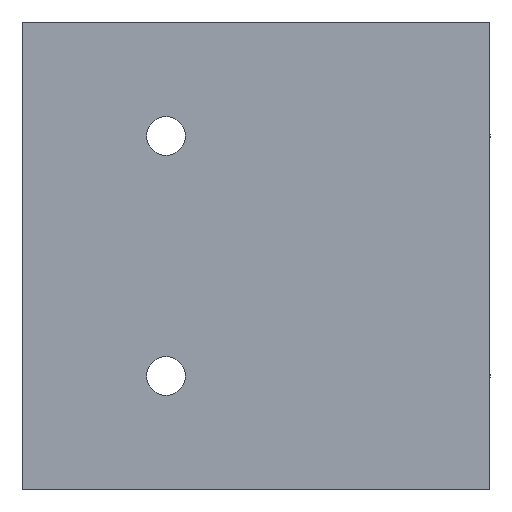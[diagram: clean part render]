
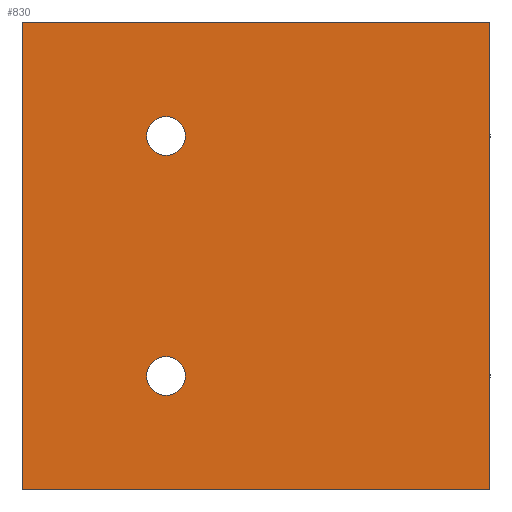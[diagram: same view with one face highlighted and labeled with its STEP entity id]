
A CAD part, front view. The second image highlights one B-rep face of the part: STEP entity #830.
In plain terms, the highlighted planar face has unit normal (0, -1, 0).
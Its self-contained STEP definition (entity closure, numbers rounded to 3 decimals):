
#18 = VERTEX_POINT ( 'NONE', #1362 ) ;
#24 = CARTESIAN_POINT ( 'NONE',  ( -78., 0., 39. ) ) ;
#40 = VERTEX_POINT ( 'NONE', #24 ) ;
#43 = ORIENTED_EDGE ( 'NONE', *, *, #1843, .T. ) ;
#51 = EDGE_CURVE ( 'NONE', #482, #910, #333, .T. ) ;
#68 = DIRECTION ( 'NONE',  ( 0., 1., 0. ) ) ;
#80 = DIRECTION ( 'NONE',  ( -1., 0., 0. ) ) ;
#97 = DIRECTION ( 'NONE',  ( -1., 0., 0. ) ) ;
#170 = VERTEX_POINT ( 'NONE', #1539 ) ;
#176 = VERTEX_POINT ( 'NONE', #592 ) ;
#198 = CIRCLE ( 'NONE', #948, 3.25 ) ;
#209 = EDGE_CURVE ( 'NONE', #374, #170, #198, .T. ) ;
#215 = PLANE ( 'NONE',  #1233 ) ;
#262 = DIRECTION ( 'NONE',  ( 1., 0., 0. ) ) ;
#271 = DIRECTION ( 'NONE',  ( -1., 0., 0. ) ) ;
#333 = LINE ( 'NONE', #1645, #536 ) ;
#344 = AXIS2_PLACEMENT_3D ( 'NONE', #1580, #1054, #97 ) ;
#352 = DIRECTION ( 'NONE',  ( 0., 1., 0. ) ) ;
#355 = DIRECTION ( 'NONE',  ( 0., 0., -1. ) ) ;
#374 = VERTEX_POINT ( 'NONE', #1184 ) ;
#392 = CARTESIAN_POINT ( 'NONE',  ( -78., 0., 39. ) ) ;
#410 = DIRECTION ( 'NONE',  ( 0., 1., 0. ) ) ;
#424 = EDGE_CURVE ( 'NONE', #40, #176, #987, .T. ) ;
#458 = ORIENTED_EDGE ( 'NONE', *, *, #209, .T. ) ;
#463 = ORIENTED_EDGE ( 'NONE', *, *, #1417, .T. ) ;
#482 = VERTEX_POINT ( 'NONE', #848 ) ;
#506 = CARTESIAN_POINT ( 'NONE',  ( -78., 0., 39. ) ) ;
#536 = VECTOR ( 'NONE', #2006, 1000. ) ;
#585 = LINE ( 'NONE', #1414, #924 ) ;
#592 = CARTESIAN_POINT ( 'NONE',  ( -78., 0., -39. ) ) ;
#713 = CARTESIAN_POINT ( 'NONE',  ( 0., 0., -39. ) ) ;
#724 = FACE_BOUND ( 'NONE', #1118, .T. ) ;
#830 = ADVANCED_FACE ( 'NONE', ( #724, #1016, #1027 ), #215, .F. ) ;
#843 = DIRECTION ( 'NONE',  ( 0., 0., 1. ) ) ;
#848 = CARTESIAN_POINT ( 'NONE',  ( 0., 0., 39. ) ) ;
#858 = AXIS2_PLACEMENT_3D ( 'NONE', #1687, #68, #80 ) ;
#886 = AXIS2_PLACEMENT_3D ( 'NONE', #1170, #352, #1947 ) ;
#910 = VERTEX_POINT ( 'NONE', #713 ) ;
#924 = VECTOR ( 'NONE', #930, 1000. ) ;
#930 = DIRECTION ( 'NONE',  ( 1., 0., 0. ) ) ;
#948 = AXIS2_PLACEMENT_3D ( 'NONE', #1379, #410, #271 ) ;
#971 = EDGE_CURVE ( 'NONE', #176, #910, #585, .T. ) ;
#987 = LINE ( 'NONE', #506, #2051 ) ;
#1016 = FACE_BOUND ( 'NONE', #1051, .T. ) ;
#1027 = FACE_OUTER_BOUND ( 'NONE', #1649, .T. ) ;
#1051 = EDGE_LOOP ( 'NONE', ( #458, #43 ) ) ;
#1054 = DIRECTION ( 'NONE',  ( 0., 1., 0. ) ) ;
#1118 = EDGE_LOOP ( 'NONE', ( #463, #1173 ) ) ;
#1170 = CARTESIAN_POINT ( 'NONE',  ( -54., 0., -20. ) ) ;
#1173 = ORIENTED_EDGE ( 'NONE', *, *, #1345, .T. ) ;
#1184 = CARTESIAN_POINT ( 'NONE',  ( -57.25, 0., -20. ) ) ;
#1213 = CARTESIAN_POINT ( 'NONE',  ( -50.75, 0., 20. ) ) ;
#1233 = AXIS2_PLACEMENT_3D ( 'NONE', #392, #1522, #843 ) ;
#1268 = CIRCLE ( 'NONE', #344, 3.25 ) ;
#1338 = ORIENTED_EDGE ( 'NONE', *, *, #51, .F. ) ;
#1345 = EDGE_CURVE ( 'NONE', #2058, #18, #1770, .T. ) ;
#1362 = CARTESIAN_POINT ( 'NONE',  ( -57.25, 0., 20. ) ) ;
#1379 = CARTESIAN_POINT ( 'NONE',  ( -54., 0., -20. ) ) ;
#1414 = CARTESIAN_POINT ( 'NONE',  ( -78., 0., -39. ) ) ;
#1417 = EDGE_CURVE ( 'NONE', #18, #2058, #1268, .T. ) ;
#1522 = DIRECTION ( 'NONE',  ( 0., 1., 0. ) ) ;
#1539 = CARTESIAN_POINT ( 'NONE',  ( -50.75, 0., -20. ) ) ;
#1580 = CARTESIAN_POINT ( 'NONE',  ( -54., 0., 20. ) ) ;
#1603 = CIRCLE ( 'NONE', #886, 3.25 ) ;
#1609 = ORIENTED_EDGE ( 'NONE', *, *, #424, .T. ) ;
#1645 = CARTESIAN_POINT ( 'NONE',  ( 0., 0., 39. ) ) ;
#1649 = EDGE_LOOP ( 'NONE', ( #2001, #1338, #1692, #1609 ) ) ;
#1661 = EDGE_CURVE ( 'NONE', #40, #482, #1894, .T. ) ;
#1687 = CARTESIAN_POINT ( 'NONE',  ( -54., 0., 20. ) ) ;
#1692 = ORIENTED_EDGE ( 'NONE', *, *, #1661, .F. ) ;
#1704 = VECTOR ( 'NONE', #262, 1000. ) ;
#1770 = CIRCLE ( 'NONE', #858, 3.25 ) ;
#1843 = EDGE_CURVE ( 'NONE', #170, #374, #1603, .T. ) ;
#1860 = CARTESIAN_POINT ( 'NONE',  ( -78., 0., 39. ) ) ;
#1894 = LINE ( 'NONE', #1860, #1704 ) ;
#1947 = DIRECTION ( 'NONE',  ( -1., 0., 0. ) ) ;
#2001 = ORIENTED_EDGE ( 'NONE', *, *, #971, .T. ) ;
#2006 = DIRECTION ( 'NONE',  ( 0., 0., -1. ) ) ;
#2051 = VECTOR ( 'NONE', #355, 1000. ) ;
#2058 = VERTEX_POINT ( 'NONE', #1213 ) ;
